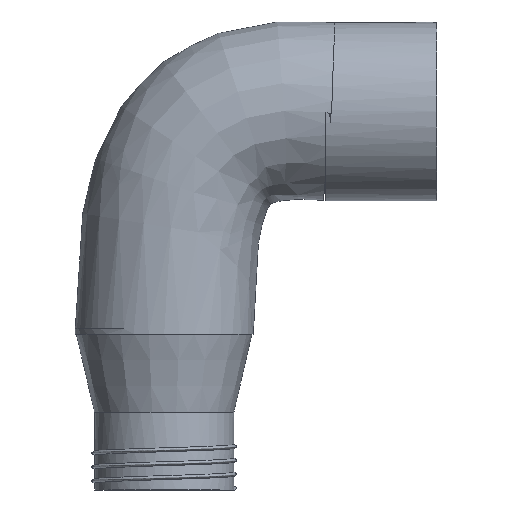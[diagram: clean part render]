
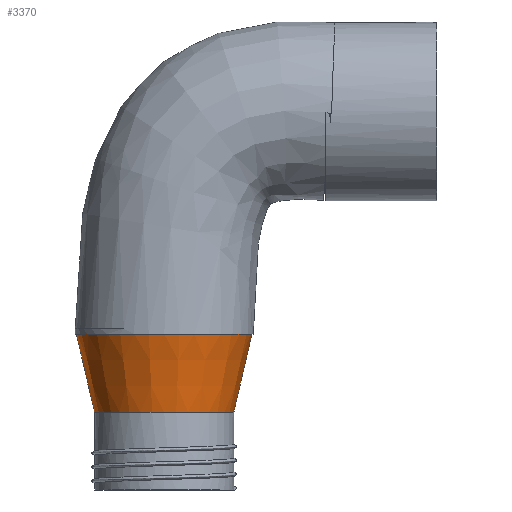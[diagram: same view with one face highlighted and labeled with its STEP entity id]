
A CAD part, front view. The second image highlights one B-rep face of the part: STEP entity #3370.
In plain terms, the highlighted conical face has half-angle 13.086 degrees and reference radius 16 mm.
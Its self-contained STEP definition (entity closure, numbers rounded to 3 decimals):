
#771 = PLANE('',#772);
#772 = AXIS2_PLACEMENT_3D('',#773,#774,#775);
#773 = CARTESIAN_POINT('',(0.,0.,0.));
#774 = DIRECTION('',(0.,0.,1.));
#775 = DIRECTION('',(1.,0.,0.));
#2889 = EDGE_CURVE('',#2890,#2890,#2892,.T.);
#2890 = VERTEX_POINT('',#2891);
#2891 = CARTESIAN_POINT('',(-15.768,0.,0.));
#2892 = SURFACE_CURVE('',#2893,(#2898,#2909),.PCURVE_S1.);
#2893 = CIRCLE('',#2894,15.768);
#2894 = AXIS2_PLACEMENT_3D('',#2895,#2896,#2897);
#2895 = CARTESIAN_POINT('',(0.,0.,0.));
#2896 = DIRECTION('',(0.,0.,-1.));
#2897 = DIRECTION('',(-1.,0.,0.));
#2898 = PCURVE('',#771,#2899);
#2899 = DEFINITIONAL_REPRESENTATION('',(#2900),#2908);
#2900 = ( BOUNDED_CURVE() B_SPLINE_CURVE(2,(#2901,#2902,#2903,#2904,
#2905,#2906,#2907),.UNSPECIFIED.,.T.,.F.) B_SPLINE_CURVE_WITH_KNOTS((1,2
    ,2,2,2,1),(-2.094,0.,2.094,4.189,
6.283,8.378),.UNSPECIFIED.) CURVE() 
GEOMETRIC_REPRESENTATION_ITEM() RATIONAL_B_SPLINE_CURVE((1.,0.5,1.,0.5,
1.,0.5,1.)) REPRESENTATION_ITEM('') );
#2901 = CARTESIAN_POINT('',(-15.768,0.));
#2902 = CARTESIAN_POINT('',(-15.768,27.31));
#2903 = CARTESIAN_POINT('',(7.884,13.655));
#2904 = CARTESIAN_POINT('',(31.535,0.));
#2905 = CARTESIAN_POINT('',(7.884,-13.655));
#2906 = CARTESIAN_POINT('',(-15.768,-27.31));
#2907 = CARTESIAN_POINT('',(-15.768,0.));
#2908 = ( GEOMETRIC_REPRESENTATION_CONTEXT(2) 
PARAMETRIC_REPRESENTATION_CONTEXT() REPRESENTATION_CONTEXT('2D SPACE',''
  ) );
#2909 = PCURVE('',#2910,#2915);
#2910 = CONICAL_SURFACE('',#2911,16.,0.228);
#2911 = AXIS2_PLACEMENT_3D('',#2912,#2913,#2914);
#2912 = CARTESIAN_POINT('',(0.,0.,1.));
#2913 = DIRECTION('',(0.,0.,1.));
#2914 = DIRECTION('',(-1.,0.,0.));
#2915 = DEFINITIONAL_REPRESENTATION('',(#2916),#2920);
#2916 = LINE('',#2917,#2918);
#2917 = CARTESIAN_POINT('',(6.283,-1.));
#2918 = VECTOR('',#2919,1.);
#2919 = DIRECTION('',(-1.,-0.));
#2920 = ( GEOMETRIC_REPRESENTATION_CONTEXT(2) 
PARAMETRIC_REPRESENTATION_CONTEXT() REPRESENTATION_CONTEXT('2D SPACE',''
  ) );
#3370 = ADVANCED_FACE('',(#3371),#2910,.T.);
#3371 = FACE_BOUND('',#3372,.F.);
#3372 = EDGE_LOOP('',(#3373,#3374,#3397,#3424));
#3373 = ORIENTED_EDGE('',*,*,#2889,.F.);
#3374 = ORIENTED_EDGE('',*,*,#3375,.T.);
#3375 = EDGE_CURVE('',#2890,#3376,#3378,.T.);
#3376 = VERTEX_POINT('',#3377);
#3377 = CARTESIAN_POINT('',(-12.513,0.,-14.));
#3378 = SEAM_CURVE('',#3379,(#3383,#3390),.PCURVE_S1.);
#3379 = LINE('',#3380,#3381);
#3380 = CARTESIAN_POINT('',(-16.,0.,1.));
#3381 = VECTOR('',#3382,1.);
#3382 = DIRECTION('',(0.226,0.,-0.974));
#3383 = PCURVE('',#2910,#3384);
#3384 = DEFINITIONAL_REPRESENTATION('',(#3385),#3389);
#3385 = LINE('',#3386,#3387);
#3386 = CARTESIAN_POINT('',(0.,-0.));
#3387 = VECTOR('',#3388,1.);
#3388 = DIRECTION('',(0.,-1.));
#3389 = ( GEOMETRIC_REPRESENTATION_CONTEXT(2) 
PARAMETRIC_REPRESENTATION_CONTEXT() REPRESENTATION_CONTEXT('2D SPACE',''
  ) );
#3390 = PCURVE('',#2910,#3391);
#3391 = DEFINITIONAL_REPRESENTATION('',(#3392),#3396);
#3392 = LINE('',#3393,#3394);
#3393 = CARTESIAN_POINT('',(6.283,-0.));
#3394 = VECTOR('',#3395,1.);
#3395 = DIRECTION('',(0.,-1.));
#3396 = ( GEOMETRIC_REPRESENTATION_CONTEXT(2) 
PARAMETRIC_REPRESENTATION_CONTEXT() REPRESENTATION_CONTEXT('2D SPACE',''
  ) );
#3397 = ORIENTED_EDGE('',*,*,#3398,.F.);
#3398 = EDGE_CURVE('',#3376,#3376,#3399,.T.);
#3399 = SURFACE_CURVE('',#3400,(#3405,#3412),.PCURVE_S1.);
#3400 = CIRCLE('',#3401,12.513);
#3401 = AXIS2_PLACEMENT_3D('',#3402,#3403,#3404);
#3402 = CARTESIAN_POINT('',(0.,0.,-14.)
  );
#3403 = DIRECTION('',(0.,0.,1.));
#3404 = DIRECTION('',(-1.,0.,0.));
#3405 = PCURVE('',#2910,#3406);
#3406 = DEFINITIONAL_REPRESENTATION('',(#3407),#3411);
#3407 = LINE('',#3408,#3409);
#3408 = CARTESIAN_POINT('',(0.,-15.));
#3409 = VECTOR('',#3410,1.);
#3410 = DIRECTION('',(1.,-0.));
#3411 = ( GEOMETRIC_REPRESENTATION_CONTEXT(2) 
PARAMETRIC_REPRESENTATION_CONTEXT() REPRESENTATION_CONTEXT('2D SPACE',''
  ) );
#3412 = PCURVE('',#3413,#3418);
#3413 = PLANE('',#3414);
#3414 = AXIS2_PLACEMENT_3D('',#3415,#3416,#3417);
#3415 = CARTESIAN_POINT('',(0.,0.,-14.)
  );
#3416 = DIRECTION('',(0.,0.,1.));
#3417 = DIRECTION('',(-1.,0.,0.));
#3418 = DEFINITIONAL_REPRESENTATION('',(#3419),#3423);
#3419 = CIRCLE('',#3420,12.513);
#3420 = AXIS2_PLACEMENT_2D('',#3421,#3422);
#3421 = CARTESIAN_POINT('',(0.,0.));
#3422 = DIRECTION('',(1.,0.));
#3423 = ( GEOMETRIC_REPRESENTATION_CONTEXT(2) 
PARAMETRIC_REPRESENTATION_CONTEXT() REPRESENTATION_CONTEXT('2D SPACE',''
  ) );
#3424 = ORIENTED_EDGE('',*,*,#3375,.F.);
